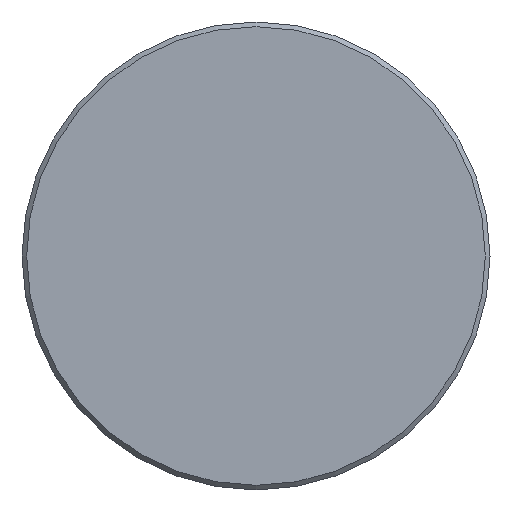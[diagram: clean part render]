
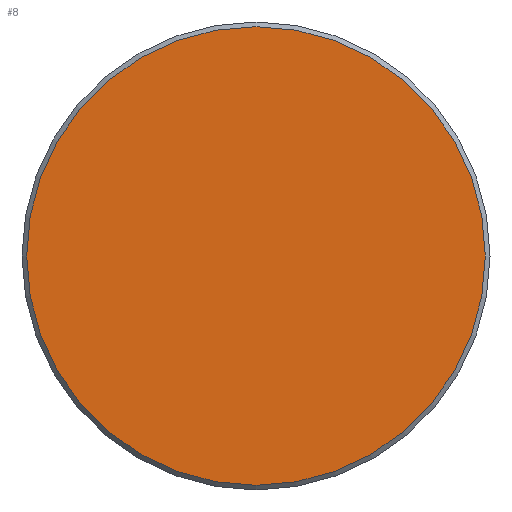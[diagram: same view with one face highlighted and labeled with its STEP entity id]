
A CAD part, left-side view. The second image highlights one B-rep face of the part: STEP entity #8.
In plain terms, the highlighted planar face has unit normal (-1, 0, 0).
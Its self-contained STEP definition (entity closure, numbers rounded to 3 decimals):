
#8 = ADVANCED_FACE ( 'NONE', ( #73 ), #121, .F. ) ;
#23 = EDGE_CURVE ( 'NONE', #145, #145, #46, .T. ) ;
#29 = AXIS2_PLACEMENT_3D ( 'NONE', #116, #136, #138 ) ;
#38 = AXIS2_PLACEMENT_3D ( 'NONE', #137, #114, #119 ) ;
#46 = CIRCLE ( 'NONE', #29, 24.5 ) ;
#54 = EDGE_LOOP ( 'NONE', ( #59 ) ) ;
#59 = ORIENTED_EDGE ( 'NONE', *, *, #23, .T. ) ;
#73 = FACE_OUTER_BOUND ( 'NONE', #54, .T. ) ;
#114 = DIRECTION ( 'NONE',  ( 1., 0., 0. ) ) ;
#116 = CARTESIAN_POINT ( 'NONE',  ( -3000., 0., 0. ) ) ;
#119 = DIRECTION ( 'NONE',  ( 0., 0., -1. ) ) ;
#121 = PLANE ( 'NONE',  #38 ) ;
#136 = DIRECTION ( 'NONE',  ( -1., 0., 0. ) ) ;
#137 = CARTESIAN_POINT ( 'NONE',  ( -3000., 0., 0. ) ) ;
#138 = DIRECTION ( 'NONE',  ( 0., 0., -1. ) ) ;
#142 = CARTESIAN_POINT ( 'NONE',  ( -3000., 0., -24.5 ) ) ;
#145 = VERTEX_POINT ( 'NONE', #142 ) ;
